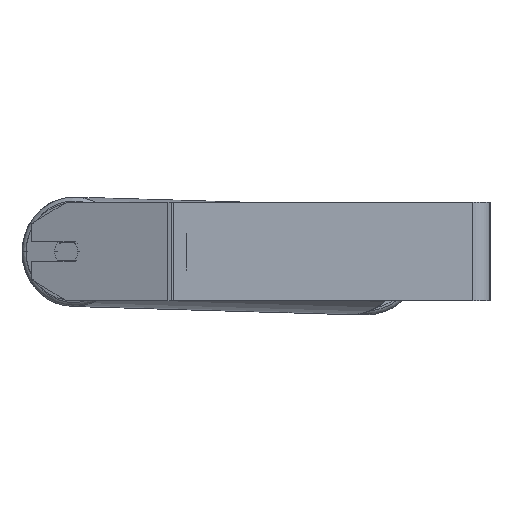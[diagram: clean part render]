
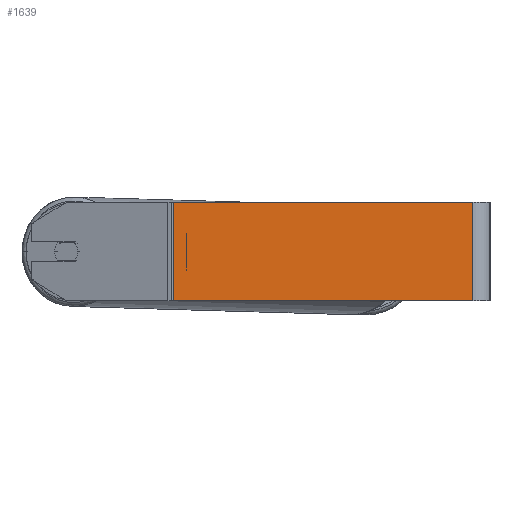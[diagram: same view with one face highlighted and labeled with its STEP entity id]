
A CAD part, left-side view. The second image highlights one B-rep face of the part: STEP entity #1639.
In plain terms, the highlighted planar face has unit normal (-1, 0, 0).
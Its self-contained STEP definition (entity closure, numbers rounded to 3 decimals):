
#5 = EDGE_CURVE ( 'NONE', #840, #8603, #5627, .T. ) ;
#222 = DIRECTION ( 'NONE',  ( 0., 0., -1. ) ) ;
#741 = CARTESIAN_POINT ( 'NONE',  ( -1045., 14., 40. ) ) ;
#840 = VERTEX_POINT ( 'NONE', #7215 ) ;
#851 = CARTESIAN_POINT ( 'NONE',  ( -1045., 257.193, 40. ) ) ;
#1181 = VECTOR ( 'NONE', #3037, 1000. ) ;
#1562 = EDGE_LOOP ( 'NONE', ( #8293, #1681, #8073, #2480 ) ) ;
#1639 = ADVANCED_FACE ( 'NONE', ( #8103 ), #8020, .F. ) ;
#1681 = ORIENTED_EDGE ( 'NONE', *, *, #5, .F. ) ;
#2456 = CARTESIAN_POINT ( 'NONE',  ( -1045., 259.661, -40. ) ) ;
#2480 = ORIENTED_EDGE ( 'NONE', *, *, #3218, .T. ) ;
#2582 = CARTESIAN_POINT ( 'NONE',  ( -1045., 259.661, 40. ) ) ;
#2647 = DIRECTION ( 'NONE',  ( 0., 0., -1. ) ) ;
#2925 = EDGE_CURVE ( 'NONE', #5284, #8603, #7219, .T. ) ;
#3037 = DIRECTION ( 'NONE',  ( 0., -1., 0. ) ) ;
#3218 = EDGE_CURVE ( 'NONE', #3221, #5284, #8263, .T. ) ;
#3221 = VERTEX_POINT ( 'NONE', #851 ) ;
#3397 = CARTESIAN_POINT ( 'NONE',  ( -1045., 14., -40. ) ) ;
#3809 = CARTESIAN_POINT ( 'NONE',  ( -1045., 257.193, -40. ) ) ;
#4077 = LINE ( 'NONE', #2582, #5341 ) ;
#4447 = VECTOR ( 'NONE', #5518, 1000. ) ;
#4542 = DIRECTION ( 'NONE',  ( 1., 0., 0. ) ) ;
#4635 = CARTESIAN_POINT ( 'NONE',  ( -1045., 259.661, 40. ) ) ;
#5122 = EDGE_CURVE ( 'NONE', #3221, #840, #4077, .T. ) ;
#5284 = VERTEX_POINT ( 'NONE', #3809 ) ;
#5341 = VECTOR ( 'NONE', #6757, 1000. ) ;
#5518 = DIRECTION ( 'NONE',  ( 0., 0., -1. ) ) ;
#5627 = LINE ( 'NONE', #741, #7552 ) ;
#6576 = AXIS2_PLACEMENT_3D ( 'NONE', #4635, #4542, #2647 ) ;
#6757 = DIRECTION ( 'NONE',  ( 0., -1., 0. ) ) ;
#6892 = CARTESIAN_POINT ( 'NONE',  ( -1045., 257.193, 40. ) ) ;
#7215 = CARTESIAN_POINT ( 'NONE',  ( -1045., 14., 40. ) ) ;
#7219 = LINE ( 'NONE', #2456, #1181 ) ;
#7552 = VECTOR ( 'NONE', #222, 1000. ) ;
#8020 = PLANE ( 'NONE',  #6576 ) ;
#8073 = ORIENTED_EDGE ( 'NONE', *, *, #5122, .F. ) ;
#8103 = FACE_OUTER_BOUND ( 'NONE', #1562, .T. ) ;
#8263 = LINE ( 'NONE', #6892, #4447 ) ;
#8293 = ORIENTED_EDGE ( 'NONE', *, *, #2925, .T. ) ;
#8603 = VERTEX_POINT ( 'NONE', #3397 ) ;
